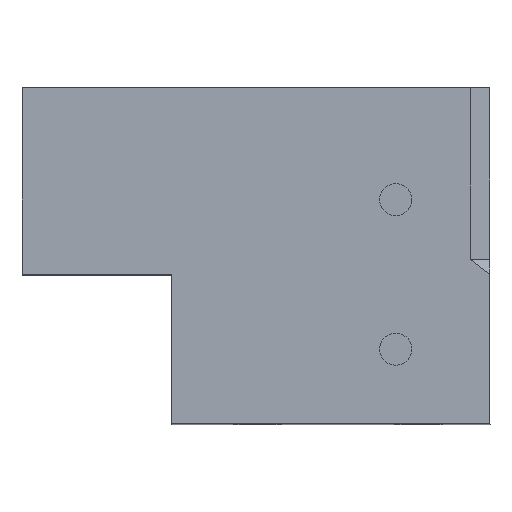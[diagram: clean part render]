
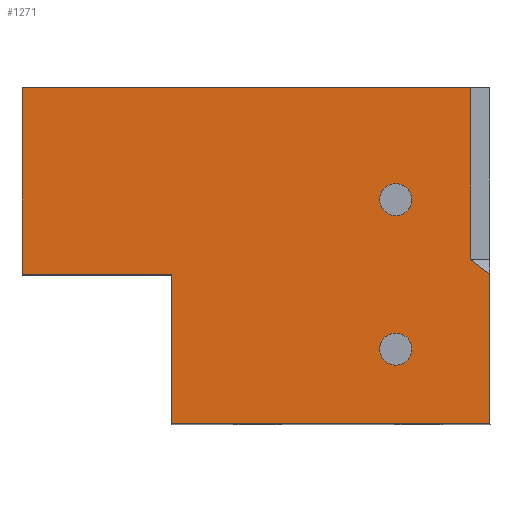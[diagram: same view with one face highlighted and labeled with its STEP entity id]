
A CAD part, top view. The second image highlights one B-rep face of the part: STEP entity #1271.
In plain terms, the highlighted planar face has unit normal (0, 0, 1).
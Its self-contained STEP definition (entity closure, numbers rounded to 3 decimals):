
#24=FACE_BOUND('',#431,.T.);
#25=FACE_BOUND('',#432,.T.);
#69=LINE('',#1899,#209);
#72=LINE('',#1908,#212);
#75=LINE('',#1914,#215);
#79=LINE('',#1922,#219);
#80=LINE('',#1925,#220);
#81=LINE('',#1926,#221);
#82=LINE('',#1928,#222);
#83=LINE('',#1929,#223);
#209=VECTOR('',#1521,1.);
#212=VECTOR('',#1530,10.);
#215=VECTOR('',#1535,10.);
#219=VECTOR('',#1541,10.);
#220=VECTOR('',#1544,1.);
#221=VECTOR('',#1545,1.);
#222=VECTOR('',#1546,1.);
#223=VECTOR('',#1547,1.);
#352=FACE_OUTER_BOUND('',#430,.T.);
#430=EDGE_LOOP('',(#906,#907,#908,#909,#910,#911,#912,#913));
#431=EDGE_LOOP('',(#914));
#432=EDGE_LOOP('',(#915));
#513=CIRCLE('',#1370,2.15);
#514=CIRCLE('',#1371,2.15);
#568=VERTEX_POINT('',#1893);
#570=VERTEX_POINT('',#1897);
#572=VERTEX_POINT('',#1904);
#573=VERTEX_POINT('',#1906);
#575=VERTEX_POINT('',#1912);
#577=VERTEX_POINT('',#1917);
#579=VERTEX_POINT('',#1924);
#580=VERTEX_POINT('',#1927);
#581=VERTEX_POINT('',#1930);
#582=VERTEX_POINT('',#1932);
#694=EDGE_CURVE('',#570,#568,#69,.T.);
#699=EDGE_CURVE('',#572,#573,#72,.T.);
#702=EDGE_CURVE('',#573,#575,#75,.T.);
#706=EDGE_CURVE('',#577,#572,#79,.T.);
#707=EDGE_CURVE('',#579,#575,#80,.T.);
#708=EDGE_CURVE('',#568,#579,#81,.T.);
#709=EDGE_CURVE('',#580,#570,#82,.T.);
#710=EDGE_CURVE('',#577,#580,#83,.T.);
#711=EDGE_CURVE('',#581,#581,#513,.T.);
#712=EDGE_CURVE('',#582,#582,#514,.T.);
#906=ORIENTED_EDGE('',*,*,#702,.T.);
#907=ORIENTED_EDGE('',*,*,#707,.F.);
#908=ORIENTED_EDGE('',*,*,#708,.F.);
#909=ORIENTED_EDGE('',*,*,#694,.F.);
#910=ORIENTED_EDGE('',*,*,#709,.F.);
#911=ORIENTED_EDGE('',*,*,#710,.F.);
#912=ORIENTED_EDGE('',*,*,#706,.T.);
#913=ORIENTED_EDGE('',*,*,#699,.T.);
#914=ORIENTED_EDGE('',*,*,#711,.F.);
#915=ORIENTED_EDGE('',*,*,#712,.F.);
#1216=PLANE('',#1369);
#1271=ADVANCED_FACE('',(#352,#24,#25),#1216,.F.);
#1369=AXIS2_PLACEMENT_3D('',#1923,#1542,#1543);
#1370=AXIS2_PLACEMENT_3D('',#1931,#1548,#1549);
#1371=AXIS2_PLACEMENT_3D('',#1933,#1550,#1551);
#1521=DIRECTION('',(-1.,0.,0.));
#1530=DIRECTION('',(-0.793,0.61,0.));
#1535=DIRECTION('',(0.,1.,0.));
#1541=DIRECTION('',(0.,1.,0.));
#1542=DIRECTION('center_axis',(0.,0.,
-1.));
#1543=DIRECTION('ref_axis',(-1.,0.,0.));
#1544=DIRECTION('',(1.,0.,0.));
#1545=DIRECTION('',(0.,1.,0.));
#1546=DIRECTION('',(0.,1.,0.));
#1547=DIRECTION('',(-1.,0.,0.));
#1548=DIRECTION('center_axis',(0.,0.,
1.));
#1549=DIRECTION('ref_axis',(1.,0.,0.));
#1550=DIRECTION('center_axis',(0.,0.,
1.));
#1551=DIRECTION('ref_axis',(1.,0.,0.));
#1893=CARTESIAN_POINT('',(-250.2,-75.,31.));
#1897=CARTESIAN_POINT('',(-230.2,-75.,31.));
#1899=CARTESIAN_POINT('',(-230.2,-75.,31.));
#1904=CARTESIAN_POINT('',(-187.6,-75.,31.));
#1906=CARTESIAN_POINT('',(-190.2,-73.,31.));
#1908=CARTESIAN_POINT('',(-189.067,-73.872,31.));
#1912=CARTESIAN_POINT('',(-190.2,-50.,31.));
#1914=CARTESIAN_POINT('',(-190.2,-169.688,31.));
#1917=CARTESIAN_POINT('',(-187.6,-95.,31.));
#1922=CARTESIAN_POINT('',(-187.6,-95.,31.));
#1923=CARTESIAN_POINT('Origin',(-4.537,-289.375,31.));
#1924=CARTESIAN_POINT('',(-250.2,-50.,31.));
#1925=CARTESIAN_POINT('',(-250.2,-50.,31.));
#1926=CARTESIAN_POINT('',(-250.2,-75.,31.));
#1927=CARTESIAN_POINT('',(-230.2,-95.,31.));
#1928=CARTESIAN_POINT('',(-230.2,-95.,31.));
#1929=CARTESIAN_POINT('',(-186.7,-95.,31.));
#1930=CARTESIAN_POINT('',(-202.35,-65.,31.));
#1931=CARTESIAN_POINT('Origin',(-200.2,-65.,31.));
#1932=CARTESIAN_POINT('',(-202.35,-85.,31.));
#1933=CARTESIAN_POINT('Origin',(-200.2,-85.,31.));
